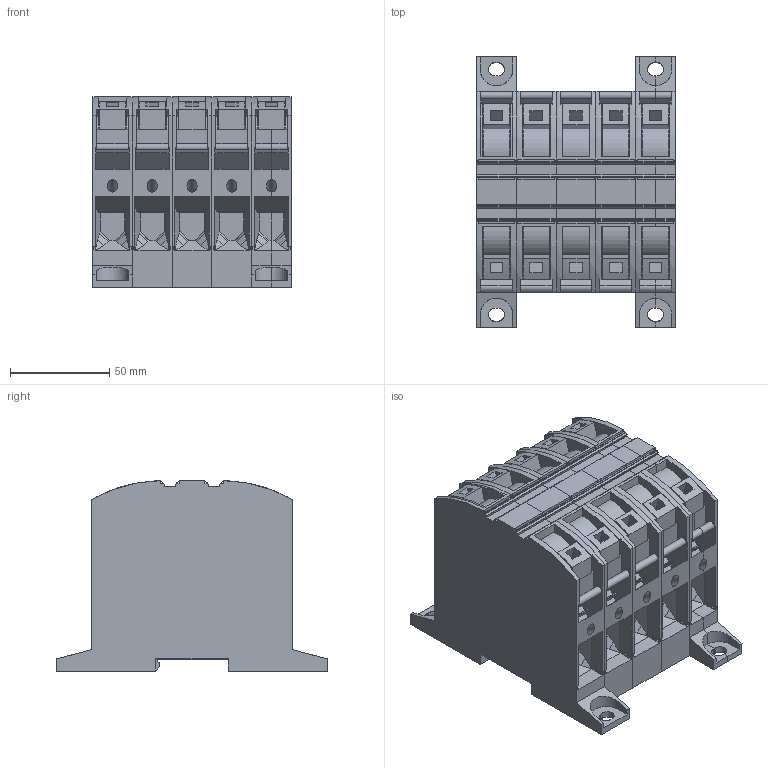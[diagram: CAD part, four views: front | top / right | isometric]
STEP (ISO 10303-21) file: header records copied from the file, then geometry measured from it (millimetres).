
FILE_DESCRIPTION(('Creo Elements/Direct Modeling STEP Export'),'2;1');
FILE_NAME('model.stp','2020-07-23T 0:06:19',(''),(''),'Creo Elements/Direct Modeling STEP processor for AP214 (Solid Model)','Creo Elements/Direct Modeling 20.1A 29-Sep-2018 (C) Parametric Technology GmbH','');
FILE_SCHEMA(('AUTOMOTIVE_DESIGN { 1 0 10303 214 1 1 1 1 }'));
Length unit declared in the file: millimetre
Products named in the file (2): PTPOWER_50_3L_N_FE_F-SELECT
Assembly tree (1 placements, depth 2):
  PTPOWER_50_3L_N_FE_F-SELECT
    PTPOWER_50_3L_N_FE_F-SELECT
Bounding box: 100 x 136.1 x 95.95 mm (x, y, z)
Volume: 762870.6 mm3; surface area: 121816.6 mm2
Topology: 1 solids, 1 shells, 1313 faces, 3523 edges, 2250 vertices
Faces by surface type: plane 1185, cylinder 120, bspline 8
Entity records: 49879 total; most frequent: CARTESIAN_POINT 8012, ORIENTED_EDGE 7046, DIRECTION 5688, EDGE_CURVE 3523, VECTOR 3046, LINE 3046, VERTEX_POINT 2250, EDGE_LOOP 1359
